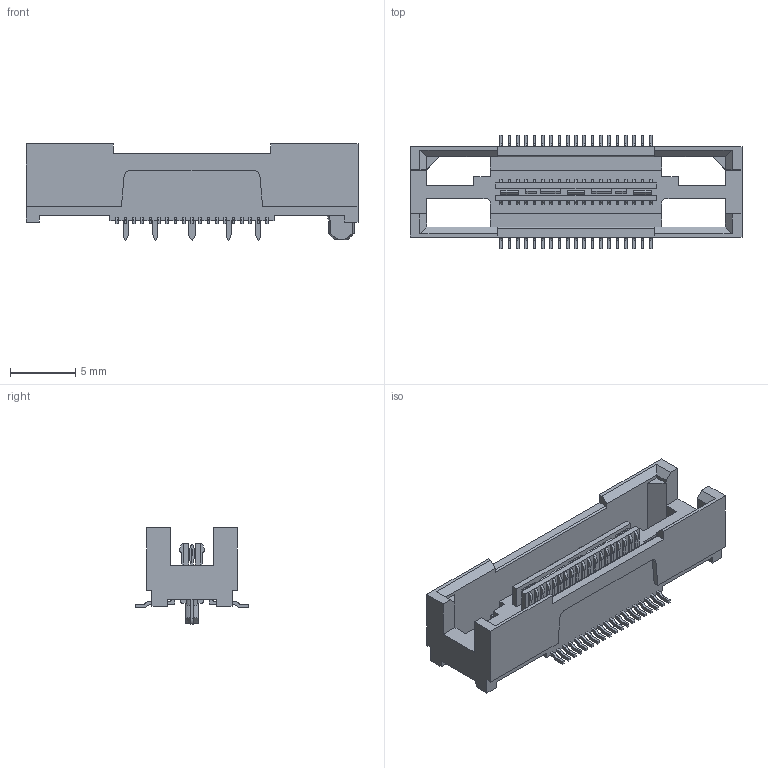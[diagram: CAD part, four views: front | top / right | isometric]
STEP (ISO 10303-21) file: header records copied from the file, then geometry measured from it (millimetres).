
FILE_DESCRIPTION((''),'2;1');
FILE_NAME('C-2-767004-2','2019-06-07T02:38:49',('workeradm'),('TE Connectivity Ltd.'),'CREO PARAMETRIC BY PTC INC, 2018190','CREO PARAMETRIC BY PTC INC, 2018190','');
FILE_SCHEMA(('AUTOMOTIVE_DESIGN { 1 0 10303 214 1 1 1 1 }'));
Length unit declared in the file: millimetre
Products named in the file (1): C-2-767004-2
Bounding box: 25.4 x 8.71 x 7.37 mm (x, y, z)
Volume: 424.9 mm3; surface area: 1216.3 mm2
Topology: 1 solids, 1 shells, 1462 faces, 4345 edges, 2894 vertices
Faces by surface type: plane 894, cylinder 564, cone 4
Entity records: 49389 total; most frequent: CARTESIAN_POINT 8744, ORIENTED_EDGE 8690, DIRECTION 8393, EDGE_CURVE 4345, VECTOR 3205, LINE 3205, VERTEX_POINT 2894, AXIS2_PLACEMENT_3D 2594
